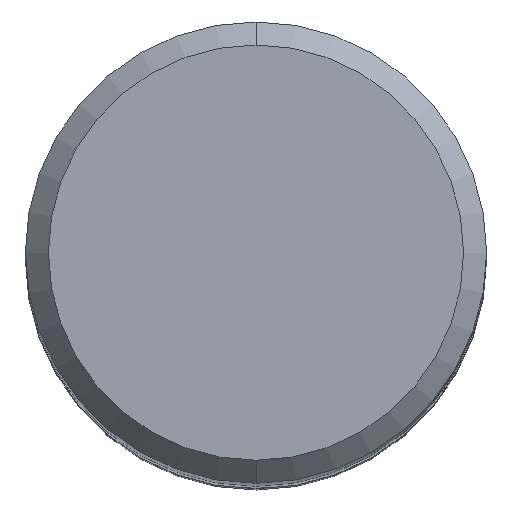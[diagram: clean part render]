
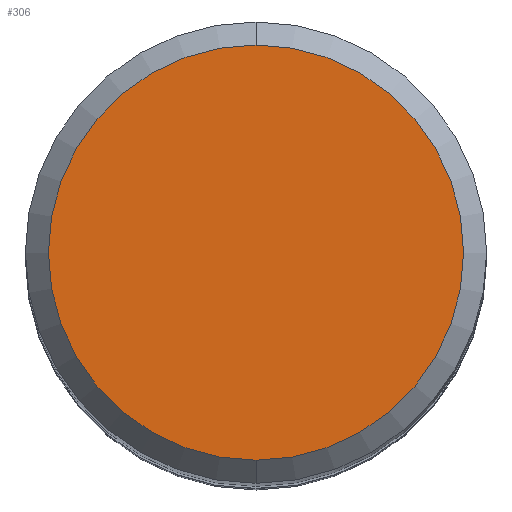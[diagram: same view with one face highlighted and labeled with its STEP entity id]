
A CAD part, top view. The second image highlights one B-rep face of the part: STEP entity #306.
In plain terms, the highlighted planar face has unit normal (0, 0, 1).
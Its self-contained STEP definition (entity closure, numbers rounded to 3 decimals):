
#274=VERTEX_POINT('',#629);
#306=ADVANCED_FACE('',(#665),#666,.T.);
#310=VERTEX_POINT('',#671);
#478=EDGE_CURVE('',#310,#274,#858,.T.);
#524=EDGE_CURVE('',#274,#310,#912,.T.);
#629=CARTESIAN_POINT('',(0.0,5.4,0.0));
#665=FACE_OUTER_BOUND('',#1196,.T.);
#666=PLANE('',#1197);
#671=CARTESIAN_POINT('',(0.,-5.4,0.0));
#858=CIRCLE('',#1608,5.4);
#912=CIRCLE('',#1681,5.4);
#1196=EDGE_LOOP('',(#1809,#1810));
#1197=AXIS2_PLACEMENT_3D('',#1811,#1812,#1813);
#1608=AXIS2_PLACEMENT_3D('',#2025,#2026,#2027);
#1681=AXIS2_PLACEMENT_3D('',#2098,#2099,#2100);
#1809=ORIENTED_EDGE('',*,*,#524,.F.);
#1810=ORIENTED_EDGE('',*,*,#478,.F.);
#1811=CARTESIAN_POINT('',(0.0,2.7,0.0));
#1812=DIRECTION('',(-0.0,0.0,1.0));
#1813=DIRECTION('',(0.0,-1.0,0.0));
#2025=CARTESIAN_POINT('',(0.0,0.0,0.0));
#2026=DIRECTION('',(0.0,0.0,-1.0));
#2027=DIRECTION('',(0.0,1.0,0.0));
#2098=CARTESIAN_POINT('',(0.0,0.0,0.0));
#2099=DIRECTION('',(0.0,0.0,-1.0));
#2100=DIRECTION('',(0.0,1.0,0.0));
